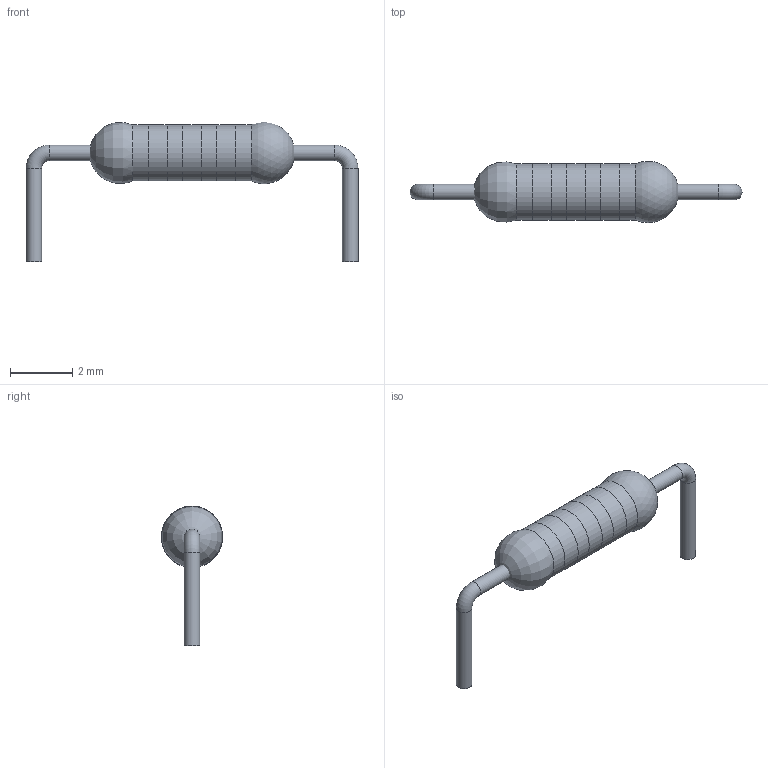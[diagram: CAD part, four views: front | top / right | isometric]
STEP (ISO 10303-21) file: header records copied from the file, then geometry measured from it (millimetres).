
FILE_DESCRIPTION(('FreeCAD Model'),'2;1');
FILE_NAME('Resistor_0207.step','2021-02-15T21:48:46',('Author'),(''), 'Open CASCADE STEP processor 7.3','FreeCAD','Unknown');
FILE_SCHEMA(('AUTOMOTIVE_DESIGN { 1 0 10303 214 1 1 1 1 }'));
Length unit declared in the file: millimetre
Products named in the file (1): Resistor_0207
Bounding box: 10.66 x 1.96 x 4.49 mm (x, y, z)
Volume: 19.3 mm3; surface area: 106.2 mm2
Topology: 10 solids, 10 shells, 32 faces, 38 edges, 24 vertices
Faces by surface type: plane 18, cylinder 10, torus 2, revolution 1, sphere 1
Full cylindrical faces by diameter (mm): 0.5 x3, 1.8 x7
Entity records: 1321 total; most frequent: DIRECTION 201, CARTESIAN_POINT 166, ORIENTED_EDGE 72, PCURVE 72, DEFINITIONAL_REPRESENTATION 72, LINE 64, VECTOR 64, AXIS2_PLACEMENT_3D 59
